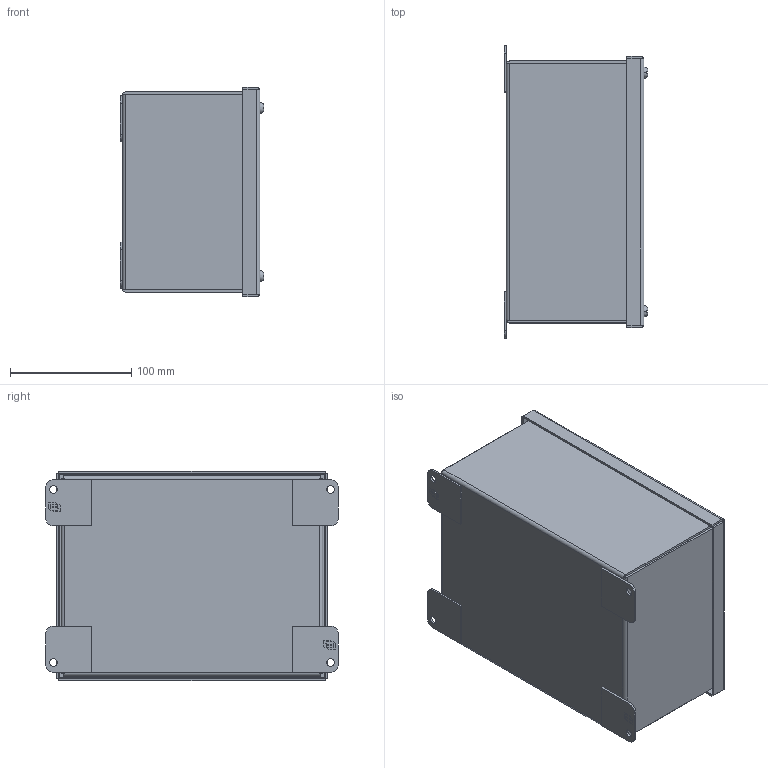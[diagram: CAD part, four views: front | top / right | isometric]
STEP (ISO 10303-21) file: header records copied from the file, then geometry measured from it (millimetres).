
FILE_DESCRIPTION (( 'STEP AP214' ), '1' );
FILE_NAME ('MPB9.STEP', '2019-07-17T18:21:26', ( '' ), ( '' ), 'SwSTEP 2.0', 'SolidWorks 2018', '' );
FILE_SCHEMA (( 'AUTOMOTIVE_DESIGN' ));
Length unit declared in the file: inch
Products named in the file (1): MPB9
Bounding box: 118.66 x 241.3 x 173.05 mm (x, y, z)
Volume: 360994.5 mm3; surface area: 379511 mm2
Topology: 23 solids, 23 shells, 859 faces, 2256 edges, 1471 vertices
Faces by surface type: plane 607, cylinder 196, cone 24, bspline 24, torus 8
Entity records: 37280 total; most frequent: CARTESIAN_POINT 6150, ORIENTED_EDGE 4508, DIRECTION 4243, EDGE_CURVE 2254, VECTOR 1647, LINE 1647, VERTEX_POINT 1471, AXIS2_PLACEMENT_3D 1298
